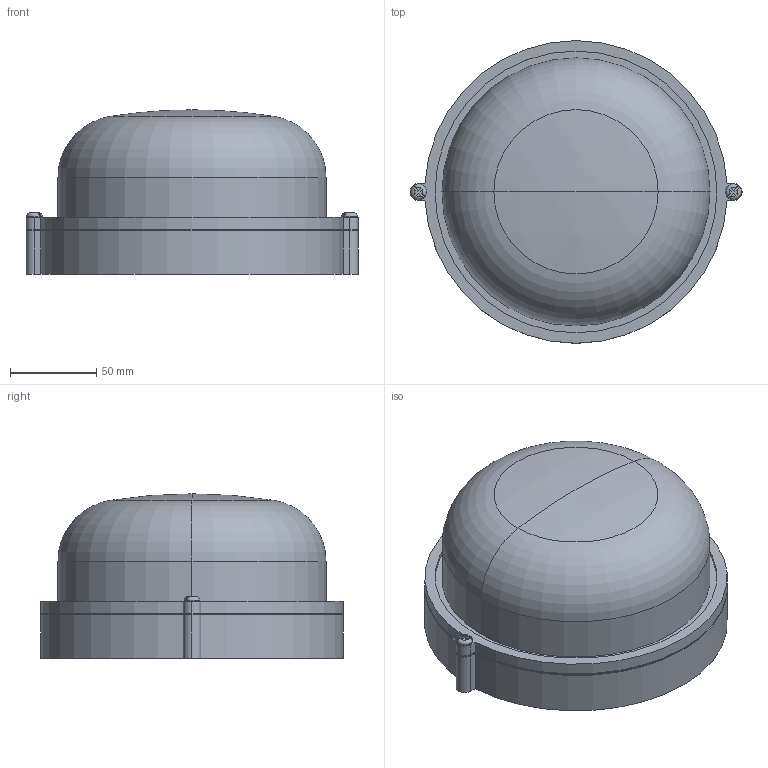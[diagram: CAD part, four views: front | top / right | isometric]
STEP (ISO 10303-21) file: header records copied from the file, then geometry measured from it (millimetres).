
FILE_DESCRIPTION (( 'STEP AP214' ), '1' );
FILE_NAME ('LNPP0-1301-1-060-K02 Ñâåòèëüíèê ÍÏÏ1301 ÷åðíûé_êðóã 60Âò IP54 ÈÝÊ.STEP', '2017-06-23T07:59:07', ( '' ), ( '' ), 'SwSTEP 2.0', 'SolidWorks 2014', '' );
FILE_SCHEMA (( 'AUTOMOTIVE_DESIGN' ));
Length unit declared in the file: millimetre
Products named in the file (1): LNPP0-1301-1-060-K02 Ñâåòèëüíèê ÍÏÏ1301 ÷åðíûé_êðóã 60Âò IP54  ÈÝÊ
Bounding box: 192 x 175 x 95 mm (x, y, z)
Volume: 1491875.9 mm3; surface area: 99214.7 mm2
Topology: 1 solids, 1 shells, 111 faces, 269 edges, 175 vertices
Faces by surface type: plane 56, cylinder 41, torus 12, sphere 2
Entity records: 3397 total; most frequent: CARTESIAN_POINT 680, DIRECTION 593, ORIENTED_EDGE 538, EDGE_CURVE 269, AXIS2_PLACEMENT_3D 232, VERTEX_POINT 175, VECTOR 129, LINE 129
